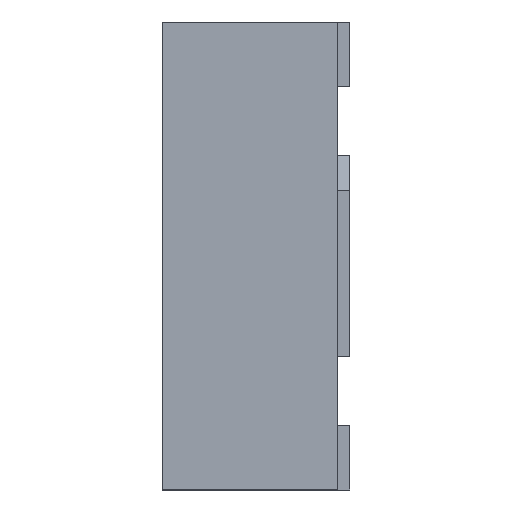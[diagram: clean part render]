
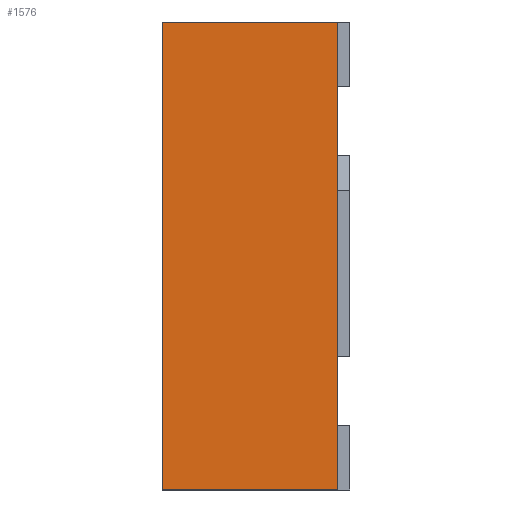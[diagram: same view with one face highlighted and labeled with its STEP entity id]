
A CAD part, left-side view. The second image highlights one B-rep face of the part: STEP entity #1576.
In plain terms, the highlighted planar face has unit normal (-1, 0, 0).
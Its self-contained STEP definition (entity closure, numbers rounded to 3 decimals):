
#28 = VECTOR ( 'NONE', #2132, 1000. ) ;
#47 = VERTEX_POINT ( 'NONE', #2123 ) ;
#108 = ORIENTED_EDGE ( 'NONE', *, *, #1375, .T. ) ;
#161 = CARTESIAN_POINT ( 'NONE',  ( -1., 4.428, 1. ) ) ;
#190 = VERTEX_POINT ( 'NONE', #2156 ) ;
#225 = VERTEX_POINT ( 'NONE', #1300 ) ;
#287 = CARTESIAN_POINT ( 'NONE',  ( -1., 0.8, 1. ) ) ;
#388 = FACE_OUTER_BOUND ( 'NONE', #1804, .T. ) ;
#515 = LINE ( 'NONE', #611, #2594 ) ;
#611 = CARTESIAN_POINT ( 'NONE',  ( -1., 0.05, 1. ) ) ;
#631 = DIRECTION ( 'NONE',  ( 0., -1., 0. ) ) ;
#946 = ORIENTED_EDGE ( 'NONE', *, *, #2402, .F. ) ;
#997 = AXIS2_PLACEMENT_3D ( 'NONE', #1153, #1366, #1775 ) ;
#1111 = ORIENTED_EDGE ( 'NONE', *, *, #2835, .F. ) ;
#1152 = VERTEX_POINT ( 'NONE', #287 ) ;
#1153 = CARTESIAN_POINT ( 'NONE',  ( -1., 4.428, 1. ) ) ;
#1300 = CARTESIAN_POINT ( 'NONE',  ( -1., 0.05, -1. ) ) ;
#1366 = DIRECTION ( 'NONE',  ( 1., 0., 0. ) ) ;
#1374 = VECTOR ( 'NONE', #1889, 1000. ) ;
#1375 = EDGE_CURVE ( 'NONE', #225, #190, #515, .T. ) ;
#1576 = ADVANCED_FACE ( 'NONE', ( #388 ), #1735, .F. ) ;
#1702 = CARTESIAN_POINT ( 'NONE',  ( -1., 0.8, 1. ) ) ;
#1719 = LINE ( 'NONE', #1702, #28 ) ;
#1735 = PLANE ( 'NONE',  #997 ) ;
#1775 = DIRECTION ( 'NONE',  ( 0., 0., -1. ) ) ;
#1804 = EDGE_LOOP ( 'NONE', ( #1111, #2769, #108, #946 ) ) ;
#1889 = DIRECTION ( 'NONE',  ( 0., -1., 0. ) ) ;
#2123 = CARTESIAN_POINT ( 'NONE',  ( -1., 0.8, -1. ) ) ;
#2132 = DIRECTION ( 'NONE',  ( 0., 0., 1. ) ) ;
#2153 = LINE ( 'NONE', #161, #2260 ) ;
#2156 = CARTESIAN_POINT ( 'NONE',  ( -1., 0.05, 1. ) ) ;
#2199 = EDGE_CURVE ( 'NONE', #47, #225, #2770, .T. ) ;
#2260 = VECTOR ( 'NONE', #631, 1000. ) ;
#2332 = CARTESIAN_POINT ( 'NONE',  ( -1., 4.428, -1. ) ) ;
#2402 = EDGE_CURVE ( 'NONE', #1152, #190, #2153, .T. ) ;
#2594 = VECTOR ( 'NONE', #2605, 1000. ) ;
#2605 = DIRECTION ( 'NONE',  ( 0., 0., 1. ) ) ;
#2769 = ORIENTED_EDGE ( 'NONE', *, *, #2199, .T. ) ;
#2770 = LINE ( 'NONE', #2332, #1374 ) ;
#2835 = EDGE_CURVE ( 'NONE', #47, #1152, #1719, .T. ) ;
